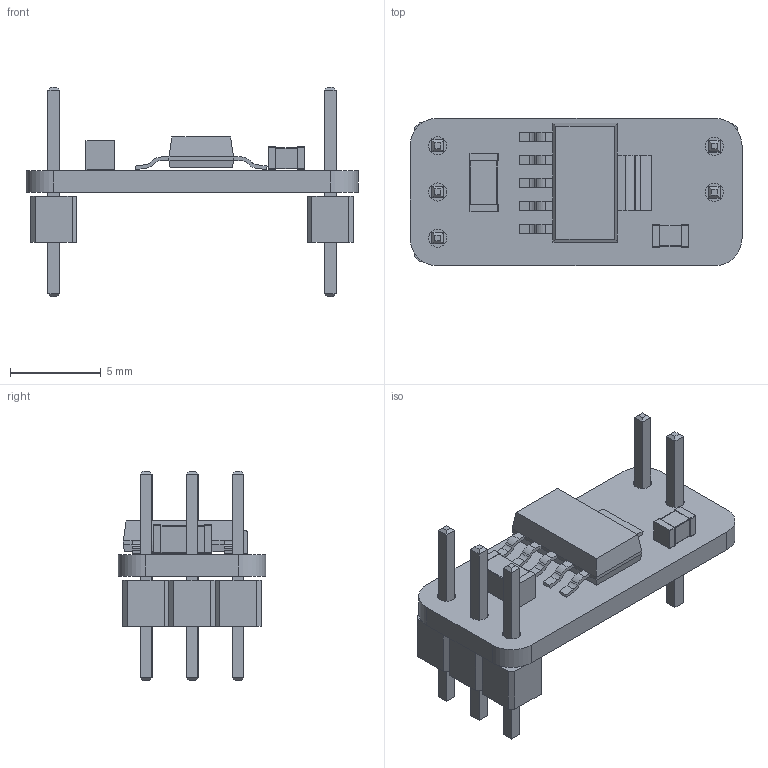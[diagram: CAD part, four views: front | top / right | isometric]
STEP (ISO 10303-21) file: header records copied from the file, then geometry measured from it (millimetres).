
FILE_DESCRIPTION(('KiCad electronic assembly'),'2;1');
FILE_NAME('mcp1793_board.step','2022-09-07T23:27:56',('Pcbnew'),('Kicad' ),'Open CASCADE STEP processor 7.6','KiCad to STEP converter', 'Unknown');
FILE_SCHEMA(('AUTOMOTIVE_DESIGN { 1 0 10303 214 1 1 1 1 }'));
Length unit declared in the file: millimetre
Products named in the file (12): mcp1793_board 1; C_0805_2012Metric; SOLID; C_1206_3216Metric; PinHeader_1x02_P2.54mm_Vertical; User Library-SOT-223-6; PinHeader_1x03_P2.54mm_Vertical; mcp1793_board PCB
Assembly tree (11 placements, depth 3):
  mcp1793_board 1
    C_0805_2012Metric
      SOLID
    C_1206_3216Metric
      SOLID
    PinHeader_1x02_P2.54mm_Vertical
      SOLID
    User Library-SOT-223-6
      SOLID
    PinHeader_1x03_P2.54mm_Vertical
      SOLID
    mcp1793_board PCB
Bounding box: 18.29 x 8.13 x 11.54 mm (x, y, z)
Volume: 320 mm3; surface area: 771.6 mm2
Topology: 6 solids, 6 shells, 297 faces, 741 edges, 470 vertices
Faces by surface type: bspline 282, cylinder 9, plane 6
Full cylindrical faces by diameter (mm): 1 x5
Entity records: 18630 total; most frequent: CARTESIAN_POINT 6542, B_SPLINE_CURVE_WITH_KNOTS 1914, ORIENTED_EDGE 1482, PCURVE 1482, DEFINITIONAL_REPRESENTATION 1482, EDGE_CURVE 741, SURFACE_CURVE 736, VERTEX_POINT 470
